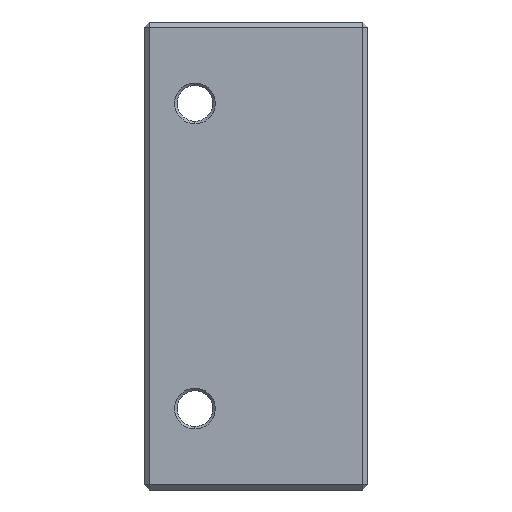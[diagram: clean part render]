
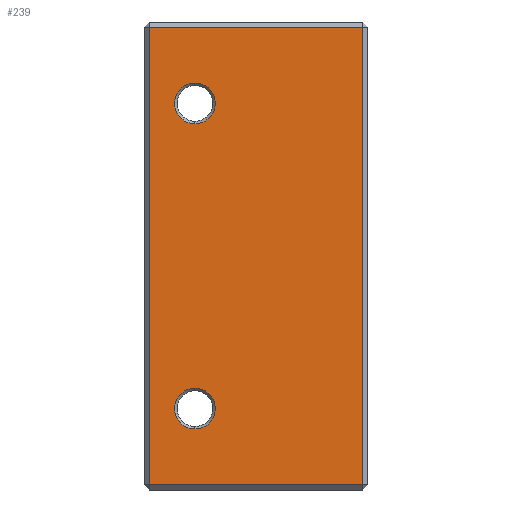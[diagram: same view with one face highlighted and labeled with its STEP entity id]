
A CAD part, left-side view. The second image highlights one B-rep face of the part: STEP entity #239.
In plain terms, the highlighted planar face has unit normal (-1, 0, 0).
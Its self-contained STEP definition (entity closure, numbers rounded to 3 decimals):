
#34 = DIRECTION ( 'NONE',  ( 0., 0., -1. ) ) ;
#60 = DIRECTION ( 'NONE',  ( 0., 1., 0. ) ) ;
#202 = AXIS2_PLACEMENT_3D ( 'NONE', #1172, #2297, #34 ) ;
#209 = VERTEX_POINT ( 'NONE', #949 ) ;
#239 = ADVANCED_FACE ( 'NONE', ( #3474, #1177, #2026 ), #2320, .F. ) ;
#265 = CIRCLE ( 'NONE', #202, 2. ) ;
#294 = CARTESIAN_POINT ( 'NONE',  ( -8., 9., 8. ) ) ;
#392 = DIRECTION ( 'NONE',  ( 0., 0., -1. ) ) ;
#394 = VECTOR ( 'NONE', #2937, 1000. ) ;
#421 = ORIENTED_EDGE ( 'NONE', *, *, #2698, .T. ) ;
#590 = EDGE_LOOP ( 'NONE', ( #1236, #1845 ) ) ;
#612 = EDGE_CURVE ( 'NONE', #3238, #2144, #864, .T. ) ;
#647 = AXIS2_PLACEMENT_3D ( 'NONE', #294, #1411, #3590 ) ;
#783 = DIRECTION ( 'NONE',  ( 0., 1., 0. ) ) ;
#840 = LINE ( 'NONE', #1934, #856 ) ;
#848 = ORIENTED_EDGE ( 'NONE', *, *, #3354, .T. ) ;
#856 = VECTOR ( 'NONE', #783, 1000. ) ;
#864 = CIRCLE ( 'NONE', #2919, 2. ) ;
#944 = LINE ( 'NONE', #2907, #2812 ) ;
#949 = CARTESIAN_POINT ( 'NONE',  ( -8., -7.5, 0.5 ) ) ;
#1017 = DIRECTION ( 'NONE',  ( 0., 0., -1. ) ) ;
#1172 = CARTESIAN_POINT ( 'NONE',  ( -8., 9., 38. ) ) ;
#1177 = FACE_BOUND ( 'NONE', #2817, .T. ) ;
#1236 = ORIENTED_EDGE ( 'NONE', *, *, #612, .T. ) ;
#1308 = CARTESIAN_POINT ( 'NONE',  ( -8., 9., 6. ) ) ;
#1411 = DIRECTION ( 'NONE',  ( 1., 0., 0. ) ) ;
#1444 = EDGE_CURVE ( 'NONE', #2756, #1801, #944, .T. ) ;
#1465 = CARTESIAN_POINT ( 'NONE',  ( -8., 9., 10. ) ) ;
#1488 = CARTESIAN_POINT ( 'NONE',  ( -8., 9., 8. ) ) ;
#1497 = CARTESIAN_POINT ( 'NONE',  ( -8., 14., 46. ) ) ;
#1498 = LINE ( 'NONE', #2414, #394 ) ;
#1539 = VECTOR ( 'NONE', #1627, 1000. ) ;
#1592 = DIRECTION ( 'NONE',  ( 1., 0., 0. ) ) ;
#1598 = VERTEX_POINT ( 'NONE', #1901 ) ;
#1627 = DIRECTION ( 'NONE',  ( 0., 0., 1. ) ) ;
#1632 = AXIS2_PLACEMENT_3D ( 'NONE', #1497, #1736, #60 ) ;
#1736 = DIRECTION ( 'NONE',  ( 1., 0., 0. ) ) ;
#1801 = VERTEX_POINT ( 'NONE', #2818 ) ;
#1845 = ORIENTED_EDGE ( 'NONE', *, *, #3637, .T. ) ;
#1851 = ORIENTED_EDGE ( 'NONE', *, *, #1998, .T. ) ;
#1896 = VERTEX_POINT ( 'NONE', #2850 ) ;
#1901 = CARTESIAN_POINT ( 'NONE',  ( -8., -7.5, 45.5 ) ) ;
#1934 = CARTESIAN_POINT ( 'NONE',  ( -8., 14., 45.5 ) ) ;
#1962 = LINE ( 'NONE', #2513, #1539 ) ;
#1998 = EDGE_CURVE ( 'NONE', #1801, #209, #1498, .T. ) ;
#2026 = FACE_BOUND ( 'NONE', #590, .T. ) ;
#2064 = ORIENTED_EDGE ( 'NONE', *, *, #2905, .T. ) ;
#2080 = CARTESIAN_POINT ( 'NONE',  ( -8., 9., 36. ) ) ;
#2126 = AXIS2_PLACEMENT_3D ( 'NONE', #3518, #1592, #1017 ) ;
#2144 = VERTEX_POINT ( 'NONE', #1308 ) ;
#2223 = ORIENTED_EDGE ( 'NONE', *, *, #3605, .T. ) ;
#2240 = CIRCLE ( 'NONE', #647, 2. ) ;
#2295 = ORIENTED_EDGE ( 'NONE', *, *, #1444, .T. ) ;
#2297 = DIRECTION ( 'NONE',  ( 1., 0., 0. ) ) ;
#2320 = PLANE ( 'NONE',  #1632 ) ;
#2414 = CARTESIAN_POINT ( 'NONE',  ( -8., 14., 0.5 ) ) ;
#2435 = EDGE_LOOP ( 'NONE', ( #1851, #2223, #2064, #2295 ) ) ;
#2513 = CARTESIAN_POINT ( 'NONE',  ( -8., -7.5, 46. ) ) ;
#2637 = DIRECTION ( 'NONE',  ( 1., 0., 0. ) ) ;
#2698 = EDGE_CURVE ( 'NONE', #3265, #1896, #265, .T. ) ;
#2756 = VERTEX_POINT ( 'NONE', #2806 ) ;
#2806 = CARTESIAN_POINT ( 'NONE',  ( -8., 13.5, 45.5 ) ) ;
#2812 = VECTOR ( 'NONE', #392, 1000. ) ;
#2817 = EDGE_LOOP ( 'NONE', ( #848, #421 ) ) ;
#2818 = CARTESIAN_POINT ( 'NONE',  ( -8., 13.5, 0.5 ) ) ;
#2850 = CARTESIAN_POINT ( 'NONE',  ( -8., 9., 40. ) ) ;
#2905 = EDGE_CURVE ( 'NONE', #1598, #2756, #840, .T. ) ;
#2907 = CARTESIAN_POINT ( 'NONE',  ( -8., 13.5, 46. ) ) ;
#2919 = AXIS2_PLACEMENT_3D ( 'NONE', #1488, #2637, #3426 ) ;
#2937 = DIRECTION ( 'NONE',  ( 0., -1., 0. ) ) ;
#2993 = CIRCLE ( 'NONE', #2126, 2. ) ;
#3238 = VERTEX_POINT ( 'NONE', #1465 ) ;
#3265 = VERTEX_POINT ( 'NONE', #2080 ) ;
#3354 = EDGE_CURVE ( 'NONE', #1896, #3265, #2993, .T. ) ;
#3426 = DIRECTION ( 'NONE',  ( 0., 0., -1. ) ) ;
#3474 = FACE_OUTER_BOUND ( 'NONE', #2435, .T. ) ;
#3518 = CARTESIAN_POINT ( 'NONE',  ( -8., 9., 38. ) ) ;
#3590 = DIRECTION ( 'NONE',  ( 0., 0., -1. ) ) ;
#3605 = EDGE_CURVE ( 'NONE', #209, #1598, #1962, .T. ) ;
#3637 = EDGE_CURVE ( 'NONE', #2144, #3238, #2240, .T. ) ;
